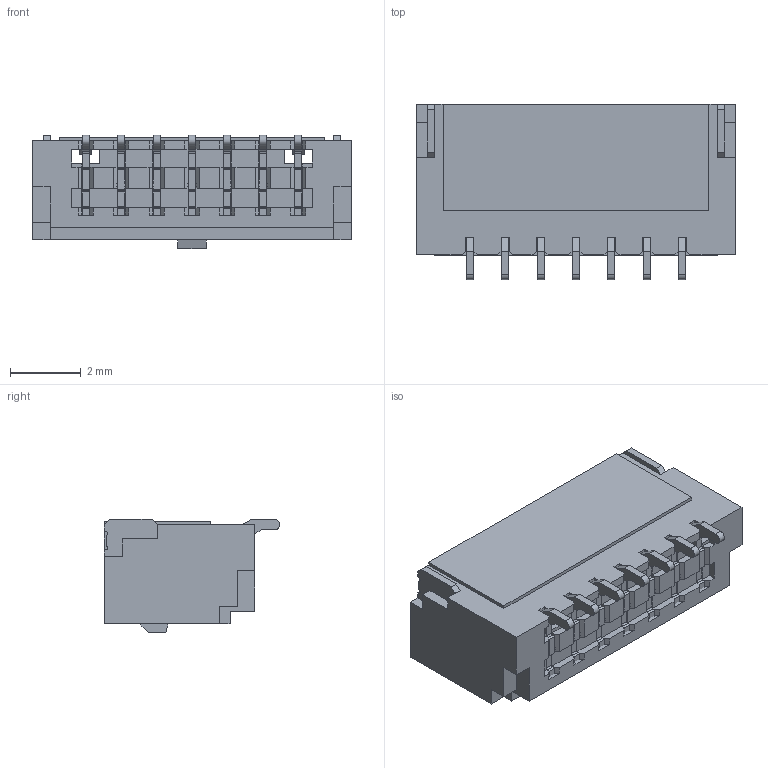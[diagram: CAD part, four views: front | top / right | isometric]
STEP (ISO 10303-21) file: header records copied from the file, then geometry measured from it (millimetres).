
FILE_DESCRIPTION(/* description */ ('STEP AP214'),/* implementation_level */ '2;1');
FILE_NAME(/* name */ 'T1M-07-GF-S-RA-TR',/* time_stamp */ '2022-09-22T23:57:24+02:00',/* author */ ('License CC BY-ND 4.0'),/* organization */ ('CADENAS'),/* preprocessor_version */ 'ST-DEVELOPER v18.102',/* originating_system */ 'PARTsolutions',/* authorisation */ ' ');
FILE_SCHEMA (('AUTOMOTIVE_DESIGN {1 0 10303 214 3 1 1}'));
Length unit declared in the file: millimetre
Products named in the file (4): T1M-07-GF-S-RA-TR; WT-68-01-X_wt; P2T1M-07-T-S-RA-TR; T1T1M-07-T-S-RA-TR
Assembly tree (4 placements, depth 2):
  T1M-07-GF-S-RA-TR
    WT-68-01-X_wt  x2
    P2T1M-07-T-S-RA-TR
    T1T1M-07-T-S-RA-TR
Bounding box: 9 x 4.95 x 3.2 mm (x, y, z)
Volume: 53.7 mm3; surface area: 312.2 mm2
Topology: 4 solids, 4 shells, 645 faces, 1962 edges, 1308 vertices
Faces by surface type: plane 527, cylinder 118
Entity records: 20936 total; most frequent: ORIENTED_EDGE 3756, CARTESIAN_POINT 3750, DIRECTION 3336, EDGE_CURVE 1878, LINE 1660, VECTOR 1660, VERTEX_POINT 1252, AXIS2_PLACEMENT_3D 838
